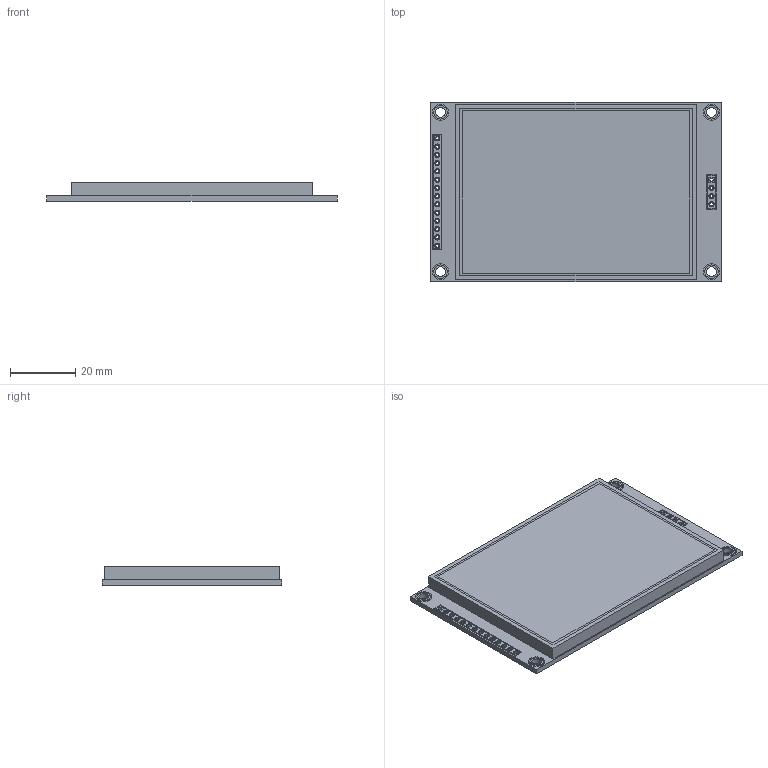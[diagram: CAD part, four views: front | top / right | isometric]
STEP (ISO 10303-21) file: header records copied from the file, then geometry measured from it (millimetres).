
FILE_DESCRIPTION(/* description */ (''),/* implementation_level */ '2;1');
FILE_NAME(/* name */ 'TFT_ILI9341_3.5INCH.step',/* time_stamp */ '2021-11-14T18:10:39+02:00',/* author */ (''),/* organization */ (''),/* preprocessor_version */ 'ST-DEVELOPER v18.1',/* originating_system */ 'Autodesk Translation Framework v10.10.0.1391',/* authorisation */ '');
FILE_SCHEMA (('AUTOMOTIVE_DESIGN { 1 0 10303 214 3 1 1 }'));
Length unit declared in the file: millimetre
Products named in the file (1): TFT_ILI9341_3.5INCH
Bounding box: 89.3 x 55.04 x 5.6 mm (x, y, z)
Volume: 23785.1 mm3; surface area: 23686.1 mm2
Topology: 28 solids, 28 shells, 174 faces, 354 edges, 236 vertices
Faces by surface type: plane 112, cylinder 62
Full cylindrical faces by diameter (mm): 1 x18, 1.6 x32, 3 x4, 4.2 x4, 5 x4
Entity records: 4808 total; most frequent: DIRECTION 828, CARTESIAN_POINT 765, ORIENTED_EDGE 708, EDGE_CURVE 354, AXIS2_PLACEMENT_3D 299, EDGE_LOOP 270, VERTEX_POINT 236, LINE 230
